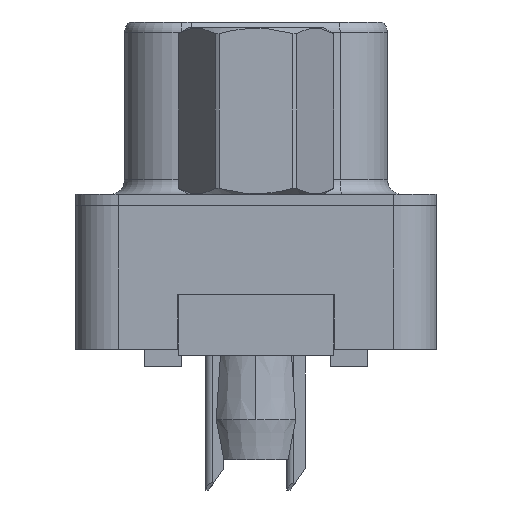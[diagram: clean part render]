
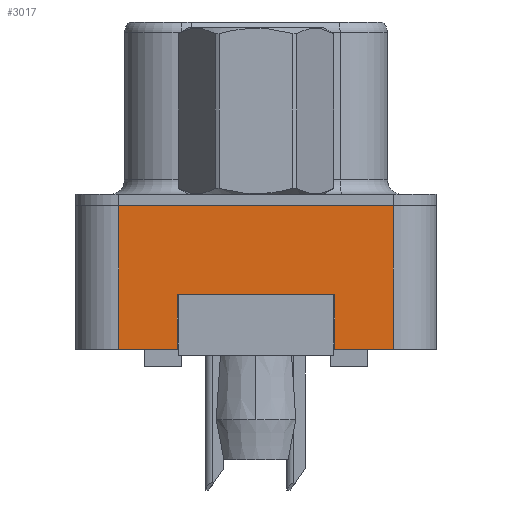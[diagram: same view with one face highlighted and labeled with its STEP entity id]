
A CAD part, left-side view. The second image highlights one B-rep face of the part: STEP entity #3017.
In plain terms, the highlighted planar face has unit normal (-1, 0, 0).
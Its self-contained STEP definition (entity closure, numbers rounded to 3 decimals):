
#281 = CARTESIAN_POINT ( 'NONE',  ( -2.935, 2.75, -3.1 ) ) ;
#2067 = EDGE_CURVE ( 'NONE', #3639, #17855, #9617, .T. ) ;
#2176 = LINE ( 'NONE', #12484, #8564 ) ;
#2547 = VECTOR ( 'NONE', #11373, 1000. ) ;
#2706 = EDGE_CURVE ( 'NONE', #14083, #7146, #9538, .T. ) ;
#3017 = ADVANCED_FACE ( 'NONE', ( #12741 ), #12398, .T. ) ;
#3639 = VERTEX_POINT ( 'NONE', #7283 ) ;
#3966 = ORIENTED_EDGE ( 'NONE', *, *, #19060, .F. ) ;
#4292 = DIRECTION ( 'NONE',  ( 0., 0., -1. ) ) ;
#4318 = DIRECTION ( 'NONE',  ( 0., 1., 0. ) ) ;
#4813 = VECTOR ( 'NONE', #22079, 1000. ) ;
#5006 = EDGE_CURVE ( 'NONE', #14083, #17648, #2176, .T. ) ;
#5123 = EDGE_CURVE ( 'NONE', #17855, #18135, #14817, .T. ) ;
#5336 = DIRECTION ( 'NONE',  ( 0., 0., 1. ) ) ;
#6045 = LINE ( 'NONE', #18228, #13513 ) ;
#6080 = ORIENTED_EDGE ( 'NONE', *, *, #2706, .T. ) ;
#6608 = CARTESIAN_POINT ( 'NONE',  ( -2.935, -2.75, -5. ) ) ;
#6987 = VECTOR ( 'NONE', #4292, 1000. ) ;
#7135 = CARTESIAN_POINT ( 'NONE',  ( -2.935, -4.775, -5. ) ) ;
#7146 = VERTEX_POINT ( 'NONE', #21923 ) ;
#7283 = CARTESIAN_POINT ( 'NONE',  ( -2.935, -2.75, -3.1 ) ) ;
#7289 = CARTESIAN_POINT ( 'NONE',  ( -2.935, -4.775, 0. ) ) ;
#7522 = LINE ( 'NONE', #7289, #9486 ) ;
#7851 = VECTOR ( 'NONE', #21274, 1000. ) ;
#8564 = VECTOR ( 'NONE', #17947, 1000. ) ;
#8867 = CARTESIAN_POINT ( 'NONE',  ( -2.935, 4.775, 0. ) ) ;
#8931 = VERTEX_POINT ( 'NONE', #10720 ) ;
#8997 = EDGE_LOOP ( 'NONE', ( #19792, #20168, #17563, #15944, #18333, #6080, #21802, #3966 ) ) ;
#9486 = VECTOR ( 'NONE', #19568, 1000. ) ;
#9508 = CARTESIAN_POINT ( 'NONE',  ( -2.935, -2.75, -3.1 ) ) ;
#9538 = LINE ( 'NONE', #18347, #2547 ) ;
#9617 = LINE ( 'NONE', #9508, #6987 ) ;
#10277 = EDGE_CURVE ( 'NONE', #16658, #7146, #13137, .T. ) ;
#10720 = CARTESIAN_POINT ( 'NONE',  ( -2.935, -4.775, 0. ) ) ;
#11373 = DIRECTION ( 'NONE',  ( 0., -1., 0. ) ) ;
#12398 = PLANE ( 'NONE',  #12549 ) ;
#12484 = CARTESIAN_POINT ( 'NONE',  ( -2.935, 4.775, -5. ) ) ;
#12549 = AXIS2_PLACEMENT_3D ( 'NONE', #21226, #16119, #5336 ) ;
#12741 = FACE_OUTER_BOUND ( 'NONE', #8997, .T. ) ;
#13137 = LINE ( 'NONE', #22414, #4813 ) ;
#13156 = EDGE_CURVE ( 'NONE', #18135, #8931, #15932, .T. ) ;
#13513 = VECTOR ( 'NONE', #4318, 1000. ) ;
#14083 = VERTEX_POINT ( 'NONE', #19007 ) ;
#14817 = LINE ( 'NONE', #21902, #21527 ) ;
#14937 = DIRECTION ( 'NONE',  ( 0., -1., 0. ) ) ;
#15932 = LINE ( 'NONE', #7135, #7851 ) ;
#15944 = ORIENTED_EDGE ( 'NONE', *, *, #20602, .F. ) ;
#16119 = DIRECTION ( 'NONE',  ( -1., 0., 0. ) ) ;
#16658 = VERTEX_POINT ( 'NONE', #281 ) ;
#17563 = ORIENTED_EDGE ( 'NONE', *, *, #13156, .T. ) ;
#17648 = VERTEX_POINT ( 'NONE', #8867 ) ;
#17855 = VERTEX_POINT ( 'NONE', #6608 ) ;
#17947 = DIRECTION ( 'NONE',  ( 0., 0., 1. ) ) ;
#18135 = VERTEX_POINT ( 'NONE', #20052 ) ;
#18228 = CARTESIAN_POINT ( 'NONE',  ( -2.935, 2.75, -3.1 ) ) ;
#18333 = ORIENTED_EDGE ( 'NONE', *, *, #5006, .F. ) ;
#18347 = CARTESIAN_POINT ( 'NONE',  ( -2.935, -4.775, -5. ) ) ;
#19007 = CARTESIAN_POINT ( 'NONE',  ( -2.935, 4.775, -5. ) ) ;
#19060 = EDGE_CURVE ( 'NONE', #3639, #16658, #6045, .T. ) ;
#19568 = DIRECTION ( 'NONE',  ( 0., -1., 0. ) ) ;
#19792 = ORIENTED_EDGE ( 'NONE', *, *, #2067, .T. ) ;
#20052 = CARTESIAN_POINT ( 'NONE',  ( -2.935, -4.775, -5. ) ) ;
#20168 = ORIENTED_EDGE ( 'NONE', *, *, #5123, .T. ) ;
#20602 = EDGE_CURVE ( 'NONE', #17648, #8931, #7522, .T. ) ;
#21226 = CARTESIAN_POINT ( 'NONE',  ( -2.935, -4.775, -5. ) ) ;
#21274 = DIRECTION ( 'NONE',  ( 0., 0., 1. ) ) ;
#21527 = VECTOR ( 'NONE', #14937, 1000. ) ;
#21802 = ORIENTED_EDGE ( 'NONE', *, *, #10277, .F. ) ;
#21902 = CARTESIAN_POINT ( 'NONE',  ( -2.935, -4.775, -5. ) ) ;
#21923 = CARTESIAN_POINT ( 'NONE',  ( -2.935, 2.75, -5. ) ) ;
#22079 = DIRECTION ( 'NONE',  ( 0., 0., -1. ) ) ;
#22414 = CARTESIAN_POINT ( 'NONE',  ( -2.935, 2.75, -3.1 ) ) ;
